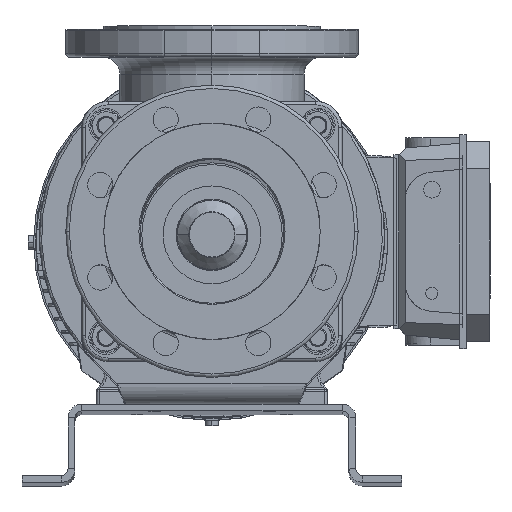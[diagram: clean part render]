
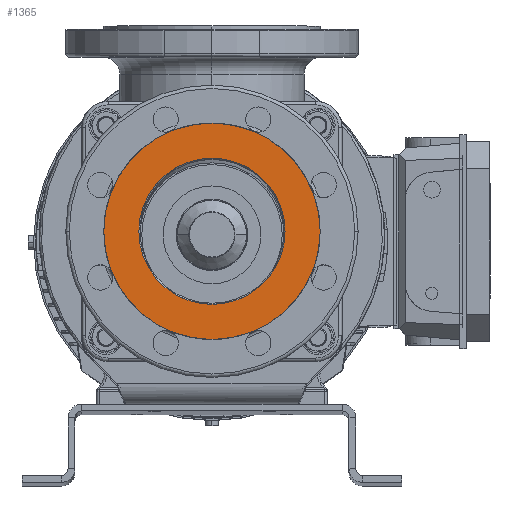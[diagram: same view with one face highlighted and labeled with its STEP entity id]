
A CAD part, top view. The second image highlights one B-rep face of the part: STEP entity #1365.
In plain terms, the highlighted planar face has unit normal (0, 0, 1).
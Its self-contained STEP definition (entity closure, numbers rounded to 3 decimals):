
#1365 = ADVANCED_FACE ( 'NONE', ( #76944, #128940 ), #145974, .T. ) ;
#3879 = AXIS2_PLACEMENT_3D ( 'NONE', #64430, #166259, #103681 ) ;
#5504 = ORIENTED_EDGE ( 'NONE', *, *, #120429, .F. ) ;
#7637 = AXIS2_PLACEMENT_3D ( 'NONE', #158925, #158097, #31330 ) ;
#12466 = DIRECTION ( 'NONE',  ( 1., 0., 0. ) ) ;
#12953 = EDGE_CURVE ( 'NONE', #88411, #90041, #162237, .T. ) ;
#18192 = ORIENTED_EDGE ( 'NONE', *, *, #75032, .T. ) ;
#26506 = ORIENTED_EDGE ( 'NONE', *, *, #12953, .F. ) ;
#31330 = DIRECTION ( 'NONE',  ( 1., 0., 0. ) ) ;
#34684 = DIRECTION ( 'NONE',  ( 1., 0., 0. ) ) ;
#45315 = AXIS2_PLACEMENT_3D ( 'NONE', #73304, #150240, #34684 ) ;
#48151 = VERTEX_POINT ( 'NONE', #108674 ) ;
#59163 = CIRCLE ( 'NONE', #135469, 94. ) ;
#59558 = CARTESIAN_POINT ( 'NONE',  ( 386.526, 726.151, 1892.111 ) ) ;
#64430 = CARTESIAN_POINT ( 'NONE',  ( 386.526, 726.151, 1892.111 ) ) ;
#68244 = CARTESIAN_POINT ( 'NONE',  ( 292.526, 726.151, 1892.111 ) ) ;
#73304 = CARTESIAN_POINT ( 'NONE',  ( 386.526, 726.151, 1892.111 ) ) ;
#75032 = EDGE_CURVE ( 'NONE', #48151, #103686, #59163, .T. ) ;
#75144 = ORIENTED_EDGE ( 'NONE', *, *, #129137, .T. ) ;
#76944 = FACE_OUTER_BOUND ( 'NONE', #103032, .T. ) ;
#85797 = CARTESIAN_POINT ( 'NONE',  ( 450.026, 726.151, 1892.111 ) ) ;
#88411 = VERTEX_POINT ( 'NONE', #152351 ) ;
#89002 = AXIS2_PLACEMENT_3D ( 'NONE', #139959, #103929, #12466 ) ;
#90041 = VERTEX_POINT ( 'NONE', #85797 ) ;
#91650 = CIRCLE ( 'NONE', #89002, 63.5 ) ;
#94118 = EDGE_LOOP ( 'NONE', ( #26506, #5504 ) ) ;
#103032 = EDGE_LOOP ( 'NONE', ( #75144, #18192 ) ) ;
#103681 = DIRECTION ( 'NONE',  ( 1., 0., 0. ) ) ;
#103686 = VERTEX_POINT ( 'NONE', #68244 ) ;
#103929 = DIRECTION ( 'NONE',  ( 0., 0., 1. ) ) ;
#108674 = CARTESIAN_POINT ( 'NONE',  ( 480.526, 726.151, 1892.111 ) ) ;
#120429 = EDGE_CURVE ( 'NONE', #90041, #88411, #91650, .T. ) ;
#128940 = FACE_BOUND ( 'NONE', #94118, .T. ) ;
#129137 = EDGE_CURVE ( 'NONE', #103686, #48151, #165490, .T. ) ;
#135469 = AXIS2_PLACEMENT_3D ( 'NONE', #59558, #148474, #163909 ) ;
#139959 = CARTESIAN_POINT ( 'NONE',  ( 386.526, 726.151, 1892.111 ) ) ;
#145974 = PLANE ( 'NONE',  #7637 ) ;
#148474 = DIRECTION ( 'NONE',  ( 0., 0., 1. ) ) ;
#150240 = DIRECTION ( 'NONE',  ( 0., 0., 1. ) ) ;
#152351 = CARTESIAN_POINT ( 'NONE',  ( 323.026, 726.151, 1892.111 ) ) ;
#158097 = DIRECTION ( 'NONE',  ( 0., 0., 1. ) ) ;
#158925 = CARTESIAN_POINT ( 'NONE',  ( 386.526, 726.151, 1892.111 ) ) ;
#162237 = CIRCLE ( 'NONE', #3879, 63.5 ) ;
#163909 = DIRECTION ( 'NONE',  ( 1., 0., 0. ) ) ;
#165490 = CIRCLE ( 'NONE', #45315, 94. ) ;
#166259 = DIRECTION ( 'NONE',  ( 0., 0., 1. ) ) ;
